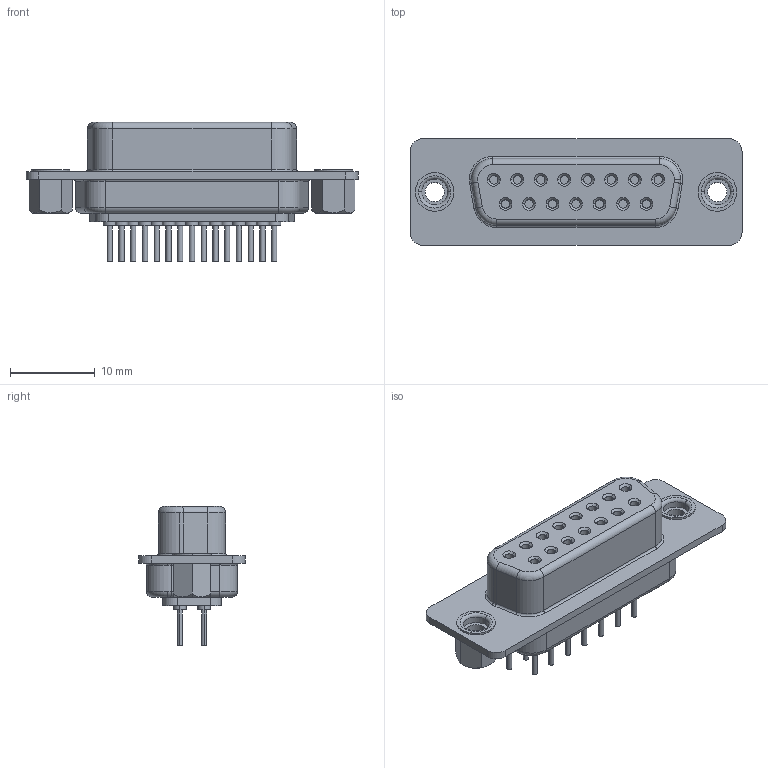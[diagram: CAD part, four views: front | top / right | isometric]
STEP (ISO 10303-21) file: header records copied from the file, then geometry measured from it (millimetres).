
FILE_DESCRIPTION (( 'STEP AP214' ), '1' );
FILE_NAME ('K85X(HT)-AD-15S-K_rA2.STEP', '2013-03-22T19:00:07', ( 'Daniel' ), ( 'Microsoft' ), 'SwSTEP 2.0', 'SolidWorks 2012', '' );
FILE_SCHEMA (( 'AUTOMOTIVE_DESIGN' ));
Length unit declared in the file: millimetre
Products named in the file (1): K85X(HT)-AD-15S-K_rA2
Bounding box: 39.14 x 12.55 x 16.4 mm (x, y, z)
Volume: 2836 mm3; surface area: 2292.4 mm2
Topology: 1 solids, 1 shells, 283 faces, 606 edges, 379 vertices
Faces by surface type: cylinder 137, plane 84, cone 38, torus 24
Entity records: 8837 total; most frequent: DIRECTION 1509, CARTESIAN_POINT 1393, ORIENTED_EDGE 1212, AXIS2_PLACEMENT_3D 631, EDGE_CURVE 606, VERTEX_POINT 379, CIRCLE 347, EDGE_LOOP 341
